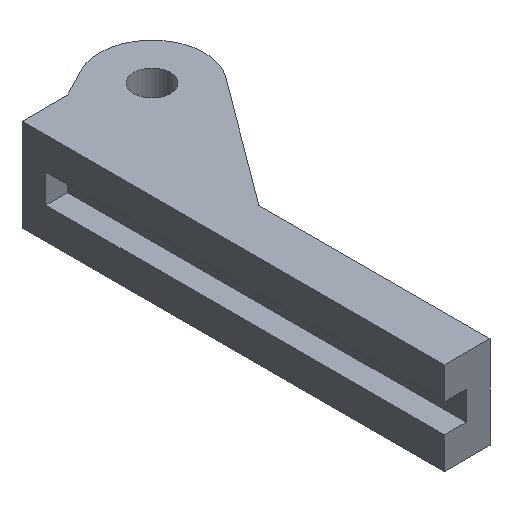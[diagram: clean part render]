
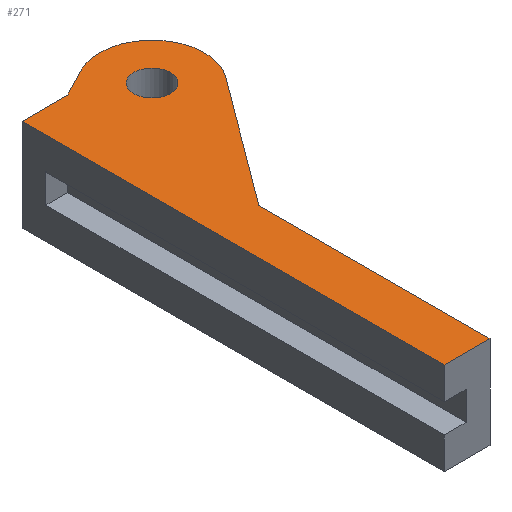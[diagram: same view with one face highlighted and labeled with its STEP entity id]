
A CAD part, isometric view. The second image highlights one B-rep face of the part: STEP entity #271.
In plain terms, the highlighted planar face has unit normal (0, 0, 1).
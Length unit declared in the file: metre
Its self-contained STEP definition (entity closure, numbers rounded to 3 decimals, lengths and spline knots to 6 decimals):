
#14=CIRCLE('',#300,0.0033);
#15=CIRCLE('',#301,0.00115);
#30=ORIENTED_EDGE('',*,*,#101,.T.);
#31=ORIENTED_EDGE('',*,*,#103,.T.);
#32=ORIENTED_EDGE('',*,*,#104,.F.);
#33=ORIENTED_EDGE('',*,*,#105,.T.);
#34=ORIENTED_EDGE('',*,*,#106,.T.);
#35=ORIENTED_EDGE('',*,*,#107,.F.);
#36=ORIENTED_EDGE('',*,*,#108,.F.);
#37=ORIENTED_EDGE('',*,*,#109,.F.);
#101=EDGE_CURVE('',#138,#137,#163,.T.);
#103=EDGE_CURVE('',#137,#139,#165,.T.);
#104=EDGE_CURVE('',#140,#139,#166,.T.);
#105=EDGE_CURVE('',#140,#141,#167,.T.);
#106=EDGE_CURVE('',#141,#142,#14,.T.);
#107=EDGE_CURVE('',#143,#142,#168,.T.);
#108=EDGE_CURVE('',#138,#143,#169,.T.);
#109=EDGE_CURVE('',#144,#144,#15,.T.);
#137=VERTEX_POINT('',#409);
#138=VERTEX_POINT('',#411);
#139=VERTEX_POINT('',#415);
#140=VERTEX_POINT('',#417);
#141=VERTEX_POINT('',#419);
#142=VERTEX_POINT('',#421);
#143=VERTEX_POINT('',#423);
#144=VERTEX_POINT('',#426);
#163=LINE('',#410,#196);
#165=LINE('',#414,#198);
#166=LINE('',#416,#199);
#167=LINE('',#418,#200);
#168=LINE('',#422,#201);
#169=LINE('',#424,#202);
#196=VECTOR('',#331,1.);
#198=VECTOR('',#335,1.);
#199=VECTOR('',#336,1.);
#200=VECTOR('',#337,1.);
#201=VECTOR('',#340,1.);
#202=VECTOR('',#341,1.);
#222=EDGE_LOOP('',(#30,#31,#32,#33,#34,#35,#36));
#223=EDGE_LOOP('',(#37));
#240=FACE_BOUND('',#222,.T.);
#241=FACE_BOUND('',#223,.T.);
#258=PLANE('',#299);
#271=ADVANCED_FACE('',(#240,#241),#258,.F.);
#299=AXIS2_PLACEMENT_3D('',#413,#333,#334);
#300=AXIS2_PLACEMENT_3D('',#420,#338,#339);
#301=AXIS2_PLACEMENT_3D('',#425,#342,#343);
#331=DIRECTION('',(0.,-1.,0.));
#333=DIRECTION('',(0.,0.,-1.));
#334=DIRECTION('',(-1.,0.,0.));
#335=DIRECTION('',(1.,0.,0.));
#336=DIRECTION('',(0.,-1.,0.));
#337=DIRECTION('',(0.595,0.804,0.));
#338=DIRECTION('',(0.,0.,1.));
#339=DIRECTION('',(1.,0.,0.));
#340=DIRECTION('',(0.887,0.463,0.));
#341=DIRECTION('',(1.,0.,0.));
#342=DIRECTION('',(0.,0.,1.));
#343=DIRECTION('',(1.,0.,0.));
#409=CARTESIAN_POINT('',(0.055034,0.010795,0.0074));
#410=CARTESIAN_POINT('',(0.055021,0.037295,0.0074));
#411=CARTESIAN_POINT('',(0.055021,0.037295,0.0074));
#413=CARTESIAN_POINT('',(0.056453,0.037295,0.0074));
#414=CARTESIAN_POINT('',(0.056466,0.010795,0.0074));
#415=CARTESIAN_POINT('',(0.057898,0.010796,0.0074));
#416=CARTESIAN_POINT('',(0.057885,0.037296,0.0074));
#417=CARTESIAN_POINT('',(0.05789,0.025294,0.0074));
#418=CARTESIAN_POINT('',(0.060864,0.029314,0.0074));
#419=CARTESIAN_POINT('',(0.063838,0.033333,0.0074));
#420=CARTESIAN_POINT('',(0.061186,0.035296,0.0074));
#421=CARTESIAN_POINT('',(0.059659,0.038222,0.0074));
#422=CARTESIAN_POINT('',(0.058772,0.037759,0.0074));
#423=CARTESIAN_POINT('',(0.057885,0.037296,0.0074));
#424=CARTESIAN_POINT('',(0.056453,0.037295,0.0074));
#425=CARTESIAN_POINT('',(0.061186,0.035296,0.0074));
#426=CARTESIAN_POINT('',(0.062336,0.035296,0.0074));
